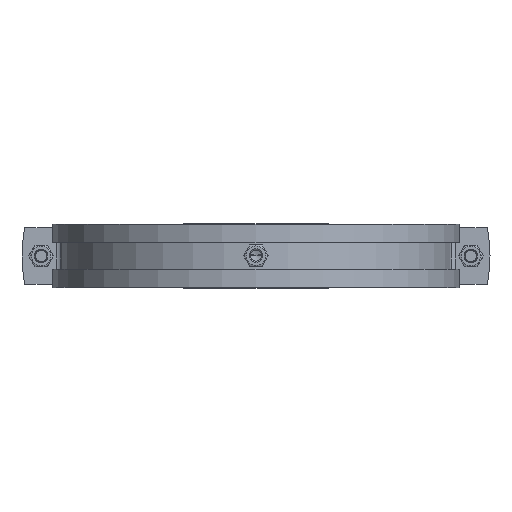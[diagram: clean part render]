
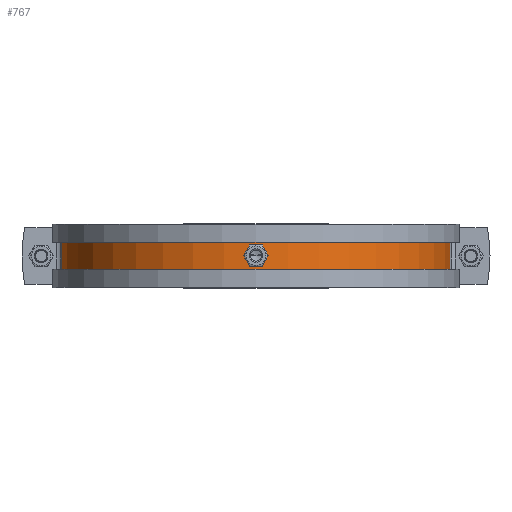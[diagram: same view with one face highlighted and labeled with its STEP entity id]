
A CAD part, top view. The second image highlights one B-rep face of the part: STEP entity #767.
In plain terms, the highlighted cylindrical face has radius 172.5 mm (diameter 345 mm), a partial arc.
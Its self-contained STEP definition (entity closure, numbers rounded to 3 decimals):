
#277=CARTESIAN_POINT('',(442.162,270.375,-54.404));
#278=VERTEX_POINT('',#277);
#286=CARTESIAN_POINT('',(442.162,220.375,-54.404));
#287=VERTEX_POINT('',#286);
#288=CARTESIAN_POINT('',(442.162,270.375,-54.404));
#289=DIRECTION('',(0.0,-1.0,0.0));
#290=VECTOR('',#289,50.0);
#291=LINE('',#288,#290);
#292=EDGE_CURVE('',#278,#287,#291,.T.);
#606=CARTESIAN_POINT('',(98.237,270.375,-54.404));
#607=VERTEX_POINT('',#606);
#615=CARTESIAN_POINT('',(270.199,270.375,-68.009));
#616=DIRECTION('',(0.0,-1.0,0.0));
#617=DIRECTION('',(1.0,0.0,0.0));
#618=AXIS2_PLACEMENT_3D('',#615,#616,#617);
#619=CIRCLE('',#618,172.5);
#620=EDGE_CURVE('',#278,#607,#619,.T.);
#743=CARTESIAN_POINT('',(270.199,270.375,-68.009));
#744=DIRECTION('',(0.0,-1.0,0.0));
#745=DIRECTION('',(1.0,0.0,0.0));
#746=AXIS2_PLACEMENT_3D('',#743,#744,#745);
#747=CYLINDRICAL_SURFACE('',#746,172.5);
#748=ORIENTED_EDGE('',*,*,#292,.F.);
#749=ORIENTED_EDGE('',*,*,#620,.T.);
#750=CARTESIAN_POINT('',(98.237,220.375,-54.404));
#751=VERTEX_POINT('',#750);
#752=CARTESIAN_POINT('',(98.237,220.375,-54.404));
#753=DIRECTION('',(0.0,1.0,0.0));
#754=VECTOR('',#753,50.0);
#755=LINE('',#752,#754);
#756=EDGE_CURVE('',#751,#607,#755,.T.);
#757=ORIENTED_EDGE('',*,*,#756,.F.);
#758=CARTESIAN_POINT('',(270.199,220.375,-68.009));
#759=DIRECTION('',(0.0,1.0,0.0));
#760=DIRECTION('',(1.0,0.0,0.0));
#761=AXIS2_PLACEMENT_3D('',#758,#759,#760);
#762=CIRCLE('',#761,172.5);
#763=EDGE_CURVE('',#751,#287,#762,.T.);
#764=ORIENTED_EDGE('',*,*,#763,.T.);
#765=EDGE_LOOP('',(#748,#749,#757,#764));
#766=FACE_OUTER_BOUND('',#765,.T.);
#767=ADVANCED_FACE('',(#766),#747,.T.);
